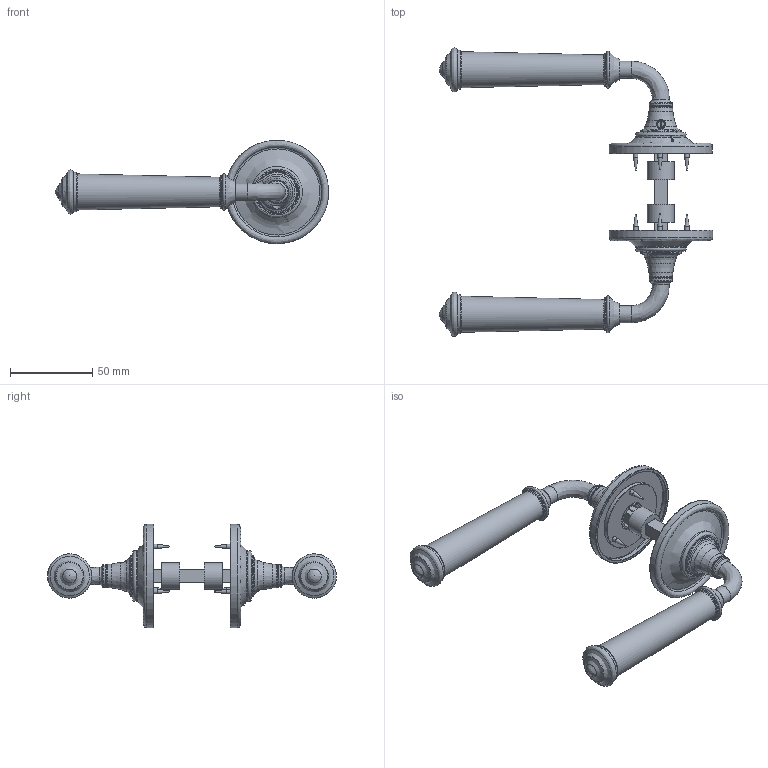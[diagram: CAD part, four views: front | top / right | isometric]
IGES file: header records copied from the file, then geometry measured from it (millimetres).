
Global section: file name: P6981; native system: Autodesk Inventor 2020; preprocessor: unknown; author: camerond; date: 20190809.114318; units: millimetre
Bounding box: 166.41 x 175.99 x 62.98 mm (x, y, z)
Volume: 116990.9 mm3; surface area: 62621.7 mm2
Topology: 21 solids, 21 shells, 456 faces, 1272 edges, 886 vertices
Faces by surface type: bspline 456
